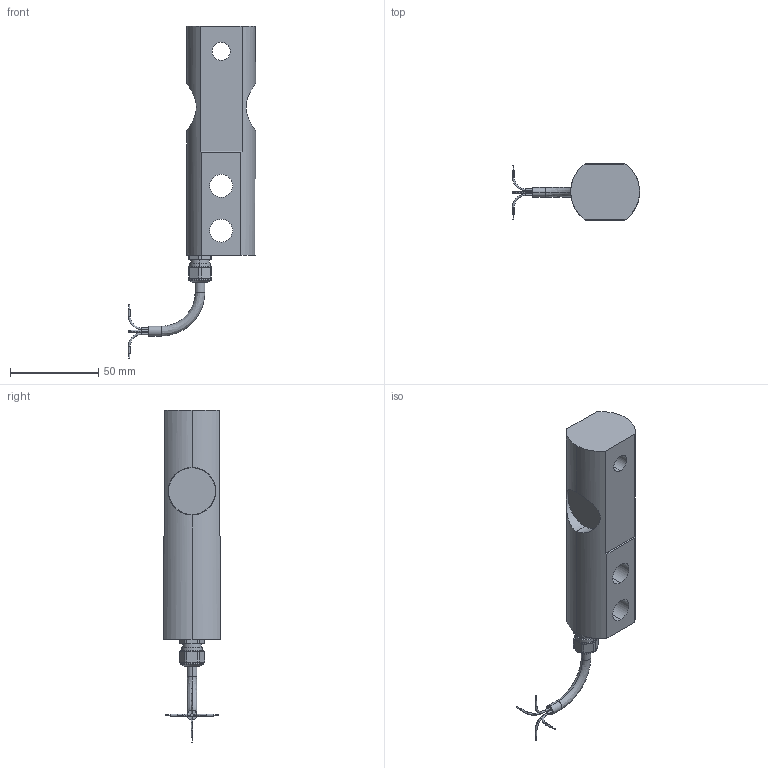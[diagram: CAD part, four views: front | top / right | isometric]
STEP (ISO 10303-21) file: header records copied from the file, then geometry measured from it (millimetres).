
FILE_DESCRIPTION (( 'STEP AP214' ), '1' );
FILE_NAME ('5510-500KG-A3-K.STEP', '2024-11-18T13:53:04', ( '' ), ( '' ), 'SwSTEP 2.0', 'SolidWorks 2021', '' );
FILE_SCHEMA (( 'AUTOMOTIVE_DESIGN' ));
Length unit declared in the file: inch
Products named in the file (1): 5510-500KG-A3-K
Bounding box: 72.05 x 32 x 188.2 mm (x, y, z)
Volume: 125642.8 mm3; surface area: 27304.9 mm2
Topology: 11 solids, 11 shells, 247 faces, 564 edges, 360 vertices
Faces by surface type: cylinder 112, plane 67, cone 42, bspline 16, torus 10
Entity records: 7876 total; most frequent: CARTESIAN_POINT 1976, DIRECTION 1302, ORIENTED_EDGE 1128, EDGE_CURVE 564, AXIS2_PLACEMENT_3D 552, VERTEX_POINT 360, CIRCLE 320, EDGE_LOOP 284
